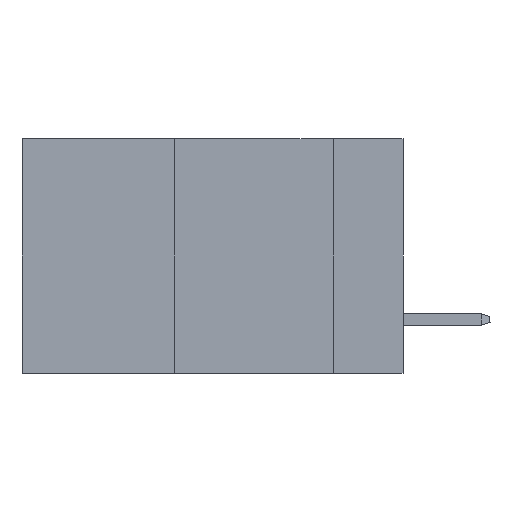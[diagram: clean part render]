
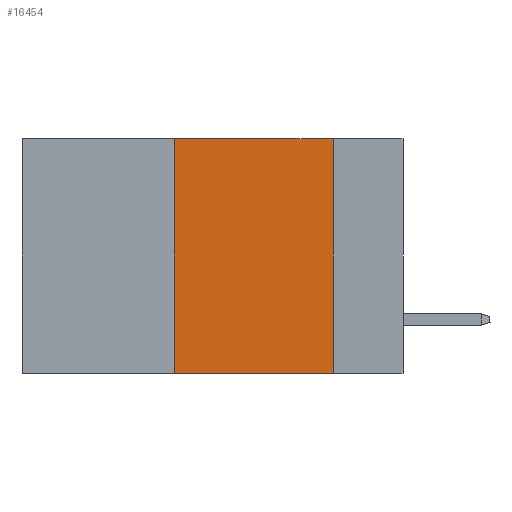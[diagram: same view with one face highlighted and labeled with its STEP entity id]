
A CAD part, left-side view. The second image highlights one B-rep face of the part: STEP entity #16454.
In plain terms, the highlighted planar face has unit normal (-1, 0, 0).
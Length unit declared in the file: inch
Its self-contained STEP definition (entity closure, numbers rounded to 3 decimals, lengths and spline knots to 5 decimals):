
#5560 = EDGE_CURVE ( 'NONE', #15905, #32308, #11080, .T. ) ;
#7986 = VECTOR ( 'NONE', #35050, 39.37008 ) ;
#8506 = CARTESIAN_POINT ( 'NONE',  ( 0., 0.11, -0.37 ) ) ;
#8774 = LINE ( 'NONE', #38826, #44310 ) ;
#10751 = VECTOR ( 'NONE', #33319, 39.37008 ) ;
#11080 = LINE ( 'NONE', #32691, #44877 ) ;
#15872 = FACE_OUTER_BOUND ( 'NONE', #41709, .T. ) ;
#15905 = VERTEX_POINT ( 'NONE', #41761 ) ;
#15932 = LINE ( 'NONE', #34306, #7986 ) ;
#16003 = EDGE_CURVE ( 'NONE', #15905, #23995, #15932, .T. ) ;
#16454 = ADVANCED_FACE ( 'NONE', ( #15872 ), #26802, .F. ) ;
#17828 = ORIENTED_EDGE ( 'NONE', *, *, #32190, .F. ) ;
#17943 = ORIENTED_EDGE ( 'NONE', *, *, #45572, .F. ) ;
#21986 = DIRECTION ( 'NONE',  ( 0., -1., 0. ) ) ;
#23045 = AXIS2_PLACEMENT_3D ( 'NONE', #23056, #38232, #46193 ) ;
#23056 = CARTESIAN_POINT ( 'NONE',  ( 0., 0.6, 0. ) ) ;
#23531 = ORIENTED_EDGE ( 'NONE', *, *, #5560, .T. ) ;
#23799 = ORIENTED_EDGE ( 'NONE', *, *, #16003, .F. ) ;
#23899 = DIRECTION ( 'NONE',  ( 0., 0., -1. ) ) ;
#23995 = VERTEX_POINT ( 'NONE', #41329 ) ;
#26802 = PLANE ( 'NONE',  #23045 ) ;
#28298 = VERTEX_POINT ( 'NONE', #39294 ) ;
#32190 = EDGE_CURVE ( 'NONE', #23995, #28298, #34316, .T. ) ;
#32308 = VERTEX_POINT ( 'NONE', #8506 ) ;
#32691 = CARTESIAN_POINT ( 'NONE',  ( 0., 0.6, -0.37 ) ) ;
#33319 = DIRECTION ( 'NONE',  ( 0., -1., 0. ) ) ;
#34306 = CARTESIAN_POINT ( 'NONE',  ( 0., 0.36, 0. ) ) ;
#34316 = LINE ( 'NONE', #38063, #10751 ) ;
#35050 = DIRECTION ( 'NONE',  ( 0., 0., 1. ) ) ;
#38063 = CARTESIAN_POINT ( 'NONE',  ( 0., 0.6, 0. ) ) ;
#38232 = DIRECTION ( 'NONE',  ( 1., 0., 0. ) ) ;
#38826 = CARTESIAN_POINT ( 'NONE',  ( 0., 0.11, 0. ) ) ;
#39294 = CARTESIAN_POINT ( 'NONE',  ( 0., 0.11, 0. ) ) ;
#41329 = CARTESIAN_POINT ( 'NONE',  ( 0., 0.36, 0. ) ) ;
#41709 = EDGE_LOOP ( 'NONE', ( #17943, #17828, #23799, #23531 ) ) ;
#41761 = CARTESIAN_POINT ( 'NONE',  ( 0., 0.36, -0.37 ) ) ;
#44310 = VECTOR ( 'NONE', #23899, 39.37008 ) ;
#44877 = VECTOR ( 'NONE', #21986, 39.37008 ) ;
#45572 = EDGE_CURVE ( 'NONE', #28298, #32308, #8774, .T. ) ;
#46193 = DIRECTION ( 'NONE',  ( 0., 0., -1. ) ) ;
